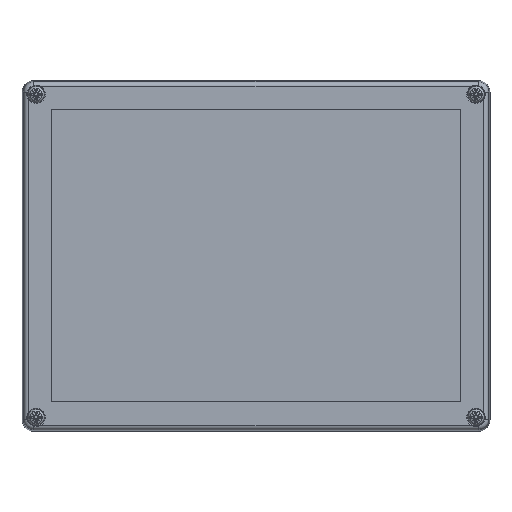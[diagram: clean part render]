
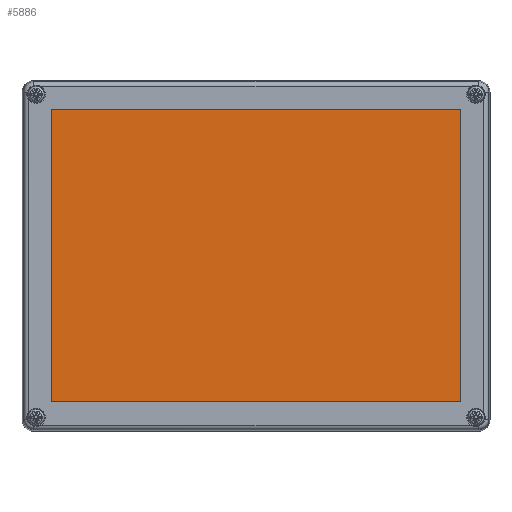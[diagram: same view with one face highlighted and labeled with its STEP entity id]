
A CAD part, top view. The second image highlights one B-rep face of the part: STEP entity #5886.
In plain terms, the highlighted face is planar.
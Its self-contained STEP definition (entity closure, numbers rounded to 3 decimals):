
#5756=CARTESIAN_POINT('',(87.5,62.4,-39.1));
#5757=VERTEX_POINT('',#5756);
#5758=CARTESIAN_POINT('',(87.5,-62.4,-39.1));
#5759=VERTEX_POINT('',#5758);
#5760=CARTESIAN_POINT('',(87.5,62.4,-39.1));
#5761=DIRECTION('',(0.0,-1.0,0.0));
#5762=VECTOR('',#5761,124.8);
#5763=LINE('',#5760,#5762);
#5764=EDGE_CURVE('',#5757,#5759,#5763,.T.);
#5796=CARTESIAN_POINT('',(-87.5,-62.4,-39.1));
#5797=VERTEX_POINT('',#5796);
#5798=CARTESIAN_POINT('',(87.5,-62.4,-39.1));
#5799=DIRECTION('',(-1.0,0.0,0.0));
#5800=VECTOR('',#5799,175.);
#5801=LINE('',#5798,#5800);
#5802=EDGE_CURVE('',#5759,#5797,#5801,.T.);
#5827=CARTESIAN_POINT('',(-87.5,62.4,-39.1));
#5828=VERTEX_POINT('',#5827);
#5829=CARTESIAN_POINT('',(-87.5,-62.4,-39.1));
#5830=DIRECTION('',(0.0,1.0,0.0));
#5831=VECTOR('',#5830,124.8);
#5832=LINE('',#5829,#5831);
#5833=EDGE_CURVE('',#5797,#5828,#5832,.T.);
#5858=CARTESIAN_POINT('',(-87.5,62.4,-39.1));
#5859=DIRECTION('',(1.0,0.0,0.0));
#5860=VECTOR('',#5859,175.0);
#5861=LINE('',#5858,#5860);
#5862=EDGE_CURVE('',#5828,#5757,#5861,.T.);
#5875=CARTESIAN_POINT('',(0.,0.,-39.1));
#5876=DIRECTION('',(0.0,0.0,1.0));
#5877=DIRECTION('',(1.0,0.0,0.0));
#5878=AXIS2_PLACEMENT_3D('',#5875,#5876,#5877);
#5879=PLANE('',#5878);
#5880=ORIENTED_EDGE('',*,*,#5764,.T.);
#5881=ORIENTED_EDGE('',*,*,#5802,.T.);
#5882=ORIENTED_EDGE('',*,*,#5833,.T.);
#5883=ORIENTED_EDGE('',*,*,#5862,.T.);
#5884=EDGE_LOOP('',(#5880,#5881,#5882,#5883));
#5885=FACE_OUTER_BOUND('',#5884,.T.);
#5886=ADVANCED_FACE('',(#5885),#5879,.F.);
